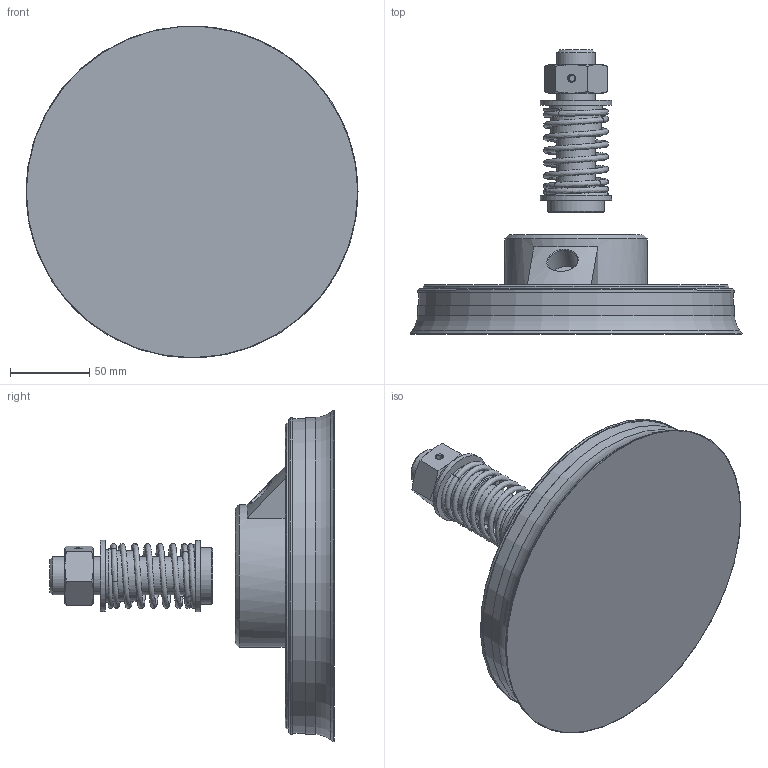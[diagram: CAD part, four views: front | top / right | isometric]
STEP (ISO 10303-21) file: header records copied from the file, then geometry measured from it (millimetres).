
FILE_DESCRIPTION(/* description */ (''),/* implementation_level */ '2;1');
FILE_NAME(/* name */ 'vpdcm30200sb.stp',/* time_stamp */ '2020-11-23T16:37:50+01:00',/* author */ ('enginyeria'),/* organization */ (''),/* preprocessor_version */ 'ST-DEVELOPER v17.2',/* originating_system */ 'Autodesk Inventor 2019',/* authorisation */ '');
FILE_SCHEMA (('CONFIG_CONTROL_DESIGN'));
Length unit declared in the file: millimetre
Products named in the file (1): Pieza121
Bounding box: 209.48 x 179.47 x 209.41 mm (x, y, z)
Volume: 1282789.5 mm3; surface area: 129917.3 mm2
Topology: 2 solids, 2 shells, 99 faces, 244 edges, 169 vertices
Faces by surface type: plane 34, cone 26, cylinder 21, bspline 12, torus 6
Full cylindrical faces by diameter (mm): 4.134 x1, 19 x1, 19.6 x1, 24 x3, 25 x2, 32 x1, 33 x2, 35.5 x1, 45 x2, 63 x2, 90 x1, 193 x1, 198.851 x1, 200.051 x2
Entity records: 8045 total; most frequent: CARTESIAN_POINT 5469, DIRECTION 529, ORIENTED_EDGE 488, EDGE_CURVE 244, AXIS2_PLACEMENT_3D 241, VERTEX_POINT 169, CIRCLE 153, EDGE_LOOP 121
